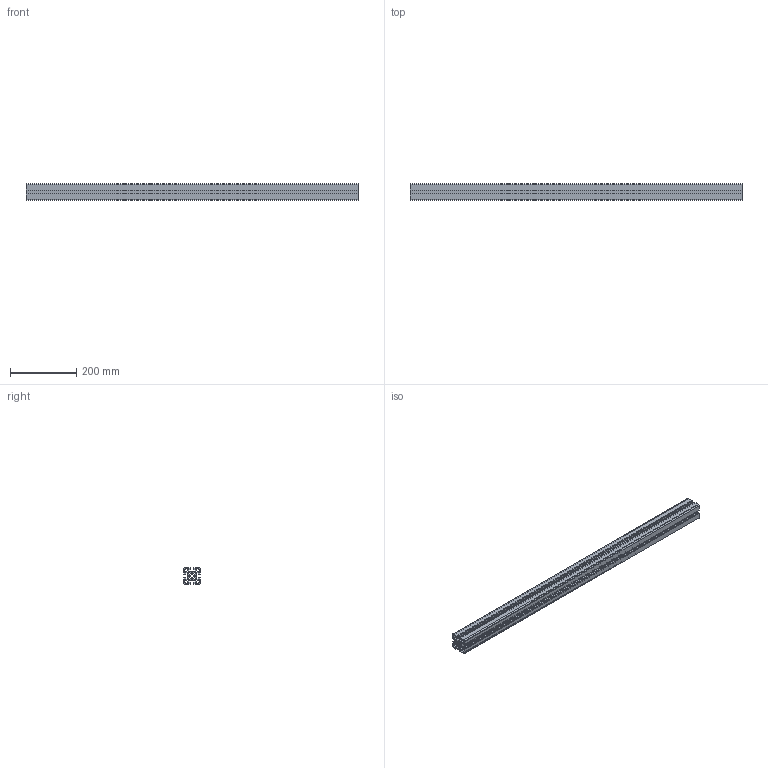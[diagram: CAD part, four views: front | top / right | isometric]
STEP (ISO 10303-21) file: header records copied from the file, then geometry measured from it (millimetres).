
FILE_DESCRIPTION(('STEP AP214'),'1');
FILE_NAME('cctmp_C376A80A-DFB2-42BF-917D-ED0E74298DB2_2020_1_20_9_52_29_715..stp','2020-01-20T08:52:29',('Bosch Rexroth AG'),('CADClick - www.CADClick.com'),'Spatial InterOp 3D',' ','unknown authorization - (Healing Option Enabled)');
FILE_SCHEMA(('AUTOMOTIVE_DESIGN'));
Length unit declared in the file: millimetre
Products named in the file (1): 2020_01_20__09-52-29-715
Bounding box: 1000 x 50 x 50 mm (x, y, z)
Volume: 933695.7 mm3; surface area: 734321 mm2
Topology: 1 solids, 1 shells, 170 faces, 504 edges, 336 vertices
Faces by surface type: plane 150, cylinder 20
Entity records: 7012 total; most frequent: CARTESIAN_POINT 1011, ORIENTED_EDGE 1008, DIRECTION 886, EDGE_CURVE 504, LINE 464, VECTOR 464, VERTEX_POINT 336, AXIS2_PLACEMENT_3D 211
